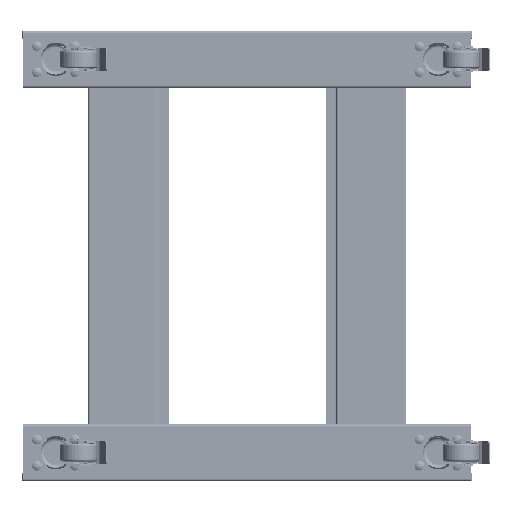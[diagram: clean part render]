
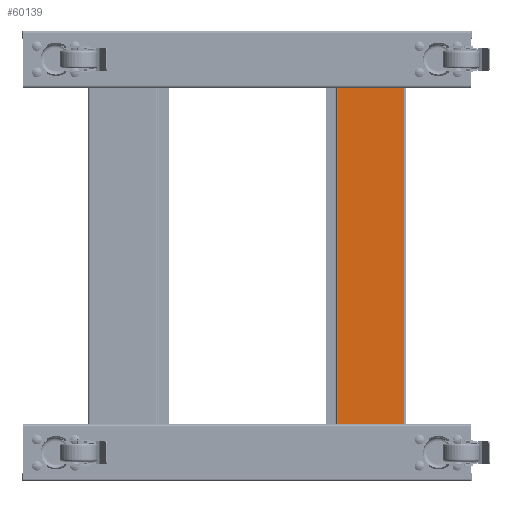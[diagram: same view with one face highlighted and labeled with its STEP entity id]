
A CAD part, front view. The second image highlights one B-rep face of the part: STEP entity #60139.
In plain terms, the highlighted planar face has unit normal (0, -1, 0).
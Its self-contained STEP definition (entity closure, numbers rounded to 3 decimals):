
#27 = EDGE_CURVE ( 'NONE', #16326, #10069, #28898, .T. ) ;
#1717 = VERTEX_POINT ( 'NONE', #59722 ) ;
#1780 = CARTESIAN_POINT ( 'NONE',  ( 259., -1.4, 2. ) ) ;
#1840 = DIRECTION ( 'NONE',  ( 0., 1., 0. ) ) ;
#1963 = ORIENTED_EDGE ( 'NONE', *, *, #53156, .T. ) ;
#1969 = FACE_BOUND ( 'NONE', #20417, .T. ) ;
#2619 = CARTESIAN_POINT ( 'NONE',  ( 300., -1.4, -42.1 ) ) ;
#2692 = EDGE_CURVE ( 'NONE', #66385, #61676, #39751, .T. ) ;
#2777 = FACE_BOUND ( 'NONE', #42834, .T. ) ;
#2964 = EDGE_CURVE ( 'NONE', #10328, #1717, #32869, .T. ) ;
#2965 = EDGE_LOOP ( 'NONE', ( #60425, #28116, #1963, #45870 ) ) ;
#3822 = EDGE_LOOP ( 'NONE', ( #56803, #18081 ) ) ;
#4510 = EDGE_CURVE ( 'NONE', #33453, #41351, #10651, .T. ) ;
#4711 = AXIS2_PLACEMENT_3D ( 'NONE', #45374, #38941, #23677 ) ;
#7685 = VERTEX_POINT ( 'NONE', #26123 ) ;
#9486 = CARTESIAN_POINT ( 'NONE',  ( 235., -1.4, -4.3 ) ) ;
#9667 = AXIS2_PLACEMENT_3D ( 'NONE', #1780, #39798, #12693 ) ;
#10069 = VERTEX_POINT ( 'NONE', #64867 ) ;
#10320 = CARTESIAN_POINT ( 'NONE',  ( 300., -1.4, -45. ) ) ;
#10328 = VERTEX_POINT ( 'NONE', #13564 ) ;
#10651 = CIRCLE ( 'NONE', #9667, 0.5 ) ;
#11454 = CARTESIAN_POINT ( 'NONE',  ( 235., -1.4, 2. ) ) ;
#11690 = DIRECTION ( 'NONE',  ( 0., 1., 0. ) ) ;
#12693 = DIRECTION ( 'NONE',  ( 0., 0., 1. ) ) ;
#13564 = CARTESIAN_POINT ( 'NONE',  ( -235., -1.4, 8.3 ) ) ;
#14618 = CARTESIAN_POINT ( 'NONE',  ( -259., -1.4, 2. ) ) ;
#14844 = DIRECTION ( 'NONE',  ( 0., 1., 0. ) ) ;
#15099 = PLANE ( 'NONE',  #32606 ) ;
#16326 = VERTEX_POINT ( 'NONE', #16902 ) ;
#16482 = VERTEX_POINT ( 'NONE', #46390 ) ;
#16902 = CARTESIAN_POINT ( 'NONE',  ( -259., -1.4, 1.5 ) ) ;
#18081 = ORIENTED_EDGE ( 'NONE', *, *, #27, .T. ) ;
#19466 = ORIENTED_EDGE ( 'NONE', *, *, #4510, .T. ) ;
#20417 = EDGE_LOOP ( 'NONE', ( #28231, #60552 ) ) ;
#21838 = CIRCLE ( 'NONE', #38930, 0.5 ) ;
#22341 = FACE_BOUND ( 'NONE', #3822, .T. ) ;
#23677 = DIRECTION ( 'NONE',  ( 0., 0., 1. ) ) ;
#23919 = CARTESIAN_POINT ( 'NONE',  ( -300., -1.4, -42.1 ) ) ;
#24000 = VECTOR ( 'NONE', #37598, 1000. ) ;
#24658 = AXIS2_PLACEMENT_3D ( 'NONE', #46413, #41149, #40939 ) ;
#26123 = CARTESIAN_POINT ( 'NONE',  ( 300., -1.4, 46.1 ) ) ;
#26798 = CIRCLE ( 'NONE', #37942, 6.3 ) ;
#26824 = EDGE_CURVE ( 'NONE', #10069, #16326, #21838, .T. ) ;
#28116 = ORIENTED_EDGE ( 'NONE', *, *, #48435, .F. ) ;
#28231 = ORIENTED_EDGE ( 'NONE', *, *, #2692, .T. ) ;
#28323 = LINE ( 'NONE', #43567, #24000 ) ;
#28898 = CIRCLE ( 'NONE', #66439, 0.5 ) ;
#29063 = DIRECTION ( 'NONE',  ( 0., 0., 1. ) ) ;
#29294 = EDGE_CURVE ( 'NONE', #56502, #16482, #28323, .T. ) ;
#30106 = DIRECTION ( 'NONE',  ( 0., 0., 1. ) ) ;
#32606 = AXIS2_PLACEMENT_3D ( 'NONE', #47959, #63369, #64294 ) ;
#32869 = CIRCLE ( 'NONE', #24658, 6.3 ) ;
#33361 = DIRECTION ( 'NONE',  ( 1., 0., 0. ) ) ;
#33416 = CARTESIAN_POINT ( 'NONE',  ( 259., -1.4, 1.5 ) ) ;
#33453 = VERTEX_POINT ( 'NONE', #48121 ) ;
#33928 = CARTESIAN_POINT ( 'NONE',  ( -259., -1.4, 2. ) ) ;
#35046 = CIRCLE ( 'NONE', #52206, 0.5 ) ;
#37598 = DIRECTION ( 'NONE',  ( 0., 0., 1. ) ) ;
#37942 = AXIS2_PLACEMENT_3D ( 'NONE', #67648, #51785, #30106 ) ;
#38820 = CARTESIAN_POINT ( 'NONE',  ( -300., -1.4, -42.1 ) ) ;
#38930 = AXIS2_PLACEMENT_3D ( 'NONE', #14618, #14844, #59069 ) ;
#38941 = DIRECTION ( 'NONE',  ( 0., 1., 0. ) ) ;
#39219 = ORIENTED_EDGE ( 'NONE', *, *, #69548, .T. ) ;
#39751 = CIRCLE ( 'NONE', #46068, 6.3 ) ;
#39798 = DIRECTION ( 'NONE',  ( 0., 1., 0. ) ) ;
#40939 = DIRECTION ( 'NONE',  ( 0., 0., 1. ) ) ;
#41149 = DIRECTION ( 'NONE',  ( 0., 1., 0. ) ) ;
#41208 = VECTOR ( 'NONE', #48431, 1000. ) ;
#41351 = VERTEX_POINT ( 'NONE', #33416 ) ;
#42834 = EDGE_LOOP ( 'NONE', ( #19466, #56274 ) ) ;
#43567 = CARTESIAN_POINT ( 'NONE',  ( -300., -1.4, -45. ) ) ;
#44957 = VECTOR ( 'NONE', #33361, 1000. ) ;
#45374 = CARTESIAN_POINT ( 'NONE',  ( -235., -1.4, 2. ) ) ;
#45732 = CARTESIAN_POINT ( 'NONE',  ( 300., -1.4, 46.1 ) ) ;
#45870 = ORIENTED_EDGE ( 'NONE', *, *, #29294, .F. ) ;
#46068 = AXIS2_PLACEMENT_3D ( 'NONE', #11454, #11690, #55033 ) ;
#46390 = CARTESIAN_POINT ( 'NONE',  ( -300., -1.4, 46.1 ) ) ;
#46413 = CARTESIAN_POINT ( 'NONE',  ( -235., -1.4, 2. ) ) ;
#47959 = CARTESIAN_POINT ( 'NONE',  ( 0., -1.4, 0. ) ) ;
#48121 = CARTESIAN_POINT ( 'NONE',  ( 259., -1.4, 2.5 ) ) ;
#48431 = DIRECTION ( 'NONE',  ( 0., 0., -1. ) ) ;
#48435 = EDGE_CURVE ( 'NONE', #7685, #63304, #69241, .T. ) ;
#49045 = EDGE_LOOP ( 'NONE', ( #52794, #39219 ) ) ;
#49273 = EDGE_CURVE ( 'NONE', #41351, #33453, #35046, .T. ) ;
#51785 = DIRECTION ( 'NONE',  ( 0., 1., 0. ) ) ;
#52206 = AXIS2_PLACEMENT_3D ( 'NONE', #66587, #56619, #29063 ) ;
#52794 = ORIENTED_EDGE ( 'NONE', *, *, #2964, .T. ) ;
#53156 = EDGE_CURVE ( 'NONE', #7685, #16482, #61847, .T. ) ;
#55033 = DIRECTION ( 'NONE',  ( 0., 0., 1. ) ) ;
#56274 = ORIENTED_EDGE ( 'NONE', *, *, #49273, .T. ) ;
#56502 = VERTEX_POINT ( 'NONE', #23919 ) ;
#56528 = DIRECTION ( 'NONE',  ( 0., 0., 1. ) ) ;
#56619 = DIRECTION ( 'NONE',  ( 0., 1., 0. ) ) ;
#56744 = VECTOR ( 'NONE', #57130, 1000. ) ;
#56803 = ORIENTED_EDGE ( 'NONE', *, *, #26824, .T. ) ;
#57130 = DIRECTION ( 'NONE',  ( -1., 0., 0. ) ) ;
#58706 = EDGE_CURVE ( 'NONE', #56502, #63304, #70469, .T. ) ;
#59069 = DIRECTION ( 'NONE',  ( 0., 0., 1. ) ) ;
#59722 = CARTESIAN_POINT ( 'NONE',  ( -235., -1.4, -4.3 ) ) ;
#60139 = ADVANCED_FACE ( 'NONE', ( #22341, #2777, #65759, #1969, #64048 ), #15099, .F. ) ;
#60425 = ORIENTED_EDGE ( 'NONE', *, *, #58706, .T. ) ;
#60552 = ORIENTED_EDGE ( 'NONE', *, *, #68505, .T. ) ;
#61676 = VERTEX_POINT ( 'NONE', #9486 ) ;
#61847 = LINE ( 'NONE', #45732, #56744 ) ;
#63304 = VERTEX_POINT ( 'NONE', #2619 ) ;
#63369 = DIRECTION ( 'NONE',  ( 0., 1., 0. ) ) ;
#64048 = FACE_OUTER_BOUND ( 'NONE', #2965, .T. ) ;
#64294 = DIRECTION ( 'NONE',  ( 0., 0., 1. ) ) ;
#64867 = CARTESIAN_POINT ( 'NONE',  ( -259., -1.4, 2.5 ) ) ;
#65022 = CIRCLE ( 'NONE', #4711, 6.3 ) ;
#65759 = FACE_BOUND ( 'NONE', #49045, .T. ) ;
#66385 = VERTEX_POINT ( 'NONE', #68795 ) ;
#66439 = AXIS2_PLACEMENT_3D ( 'NONE', #33928, #1840, #56528 ) ;
#66587 = CARTESIAN_POINT ( 'NONE',  ( 259., -1.4, 2. ) ) ;
#67648 = CARTESIAN_POINT ( 'NONE',  ( 235., -1.4, 2. ) ) ;
#68505 = EDGE_CURVE ( 'NONE', #61676, #66385, #26798, .T. ) ;
#68795 = CARTESIAN_POINT ( 'NONE',  ( 235., -1.4, 8.3 ) ) ;
#69241 = LINE ( 'NONE', #10320, #41208 ) ;
#69548 = EDGE_CURVE ( 'NONE', #1717, #10328, #65022, .T. ) ;
#70469 = LINE ( 'NONE', #38820, #44957 ) ;
